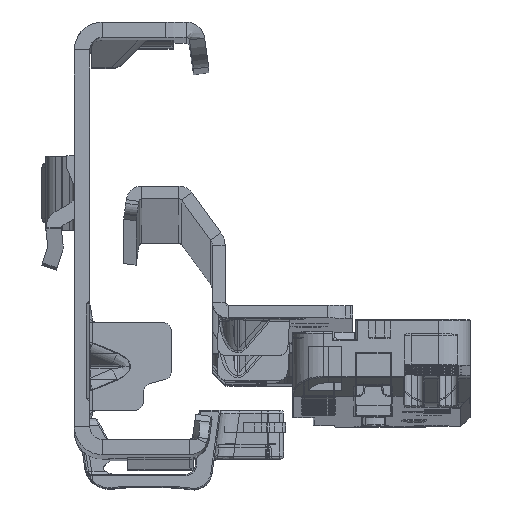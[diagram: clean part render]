
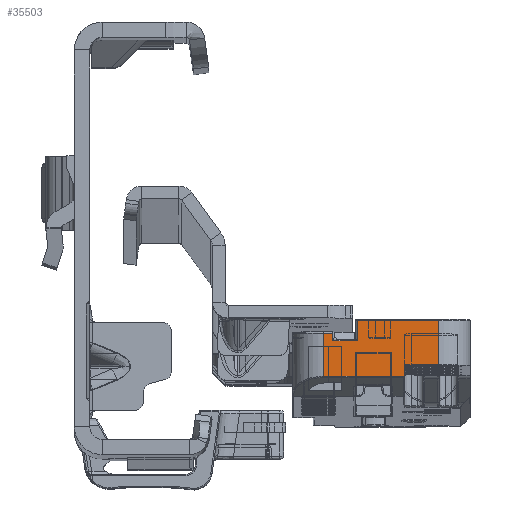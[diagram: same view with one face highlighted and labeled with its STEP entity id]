
A CAD part, top view. The second image highlights one B-rep face of the part: STEP entity #35503.
In plain terms, the highlighted face is planar.
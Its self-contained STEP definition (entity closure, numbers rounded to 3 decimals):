
#45 = PLANE ( 'NONE',  #53425 ) ;
#1226 = EDGE_CURVE ( 'NONE', #94480, #112772, #85419, .T. ) ;
#1527 = VECTOR ( 'NONE', #70735, 1000. ) ;
#2030 = EDGE_CURVE ( 'NONE', #106825, #19018, #53087, .T. ) ;
#3195 = ORIENTED_EDGE ( 'NONE', *, *, #8675, .T. ) ;
#3388 = LINE ( 'NONE', #72321, #78213 ) ;
#4257 = CARTESIAN_POINT ( 'NONE',  ( -8.3, -6.785, -284.5 ) ) ;
#5794 = CARTESIAN_POINT ( 'NONE',  ( -8.273, -6.785, -284.5 ) ) ;
#5818 = CARTESIAN_POINT ( 'NONE',  ( -0.7, 2.1, -284.5 ) ) ;
#6303 = DIRECTION ( 'NONE',  ( 0., -1., 0. ) ) ;
#6603 = ORIENTED_EDGE ( 'NONE', *, *, #126963, .T. ) ;
#8115 = ORIENTED_EDGE ( 'NONE', *, *, #1226, .T. ) ;
#8675 = EDGE_CURVE ( 'NONE', #27152, #23830, #114105, .T. ) ;
#11975 = VERTEX_POINT ( 'NONE', #77791 ) ;
#12842 = CARTESIAN_POINT ( 'NONE',  ( -0.75, -1.15, -284.5 ) ) ;
#13450 = CARTESIAN_POINT ( 'NONE',  ( 3.15, -1.15, -284.5 ) ) ;
#15560 = DIRECTION ( 'NONE',  ( 0., -1., 0. ) ) ;
#17327 = DIRECTION ( 'NONE',  ( 0., 1., 0. ) ) ;
#17852 = CARTESIAN_POINT ( 'NONE',  ( -8.273, -6.785, -284.5 ) ) ;
#18948 = VECTOR ( 'NONE', #6303, 1000. ) ;
#19018 = VERTEX_POINT ( 'NONE', #17852 ) ;
#23355 = CARTESIAN_POINT ( 'NONE',  ( -8.3, -6.669, -284.5 ) ) ;
#23830 = VERTEX_POINT ( 'NONE', #41118 ) ;
#24619 = VERTEX_POINT ( 'NONE', #12842 ) ;
#25916 = CARTESIAN_POINT ( 'NONE',  ( -8.3, 0., -284.5 ) ) ;
#27152 = VERTEX_POINT ( 'NONE', #101737 ) ;
#27933 = DIRECTION ( 'NONE',  ( 0., 1., 0. ) ) ;
#28331 = ORIENTED_EDGE ( 'NONE', *, *, #62122, .T. ) ;
#33640 = EDGE_LOOP ( 'NONE', ( #70855, #28331, #81633, #85870, #125164, #68592, #40217, #8115, #127382, #3195, #51447, #6603 ) ) ;
#34283 = EDGE_CURVE ( 'NONE', #24619, #74025, #57939, .T. ) ;
#34433 = DIRECTION ( 'NONE',  ( 1., 0., 0. ) ) ;
#35503 = ADVANCED_FACE ( 'NONE', ( #48834 ), #45, .F. ) ;
#39766 = VECTOR ( 'NONE', #15560, 1000. ) ;
#40217 = ORIENTED_EDGE ( 'NONE', *, *, #110936, .F. ) ;
#41118 = CARTESIAN_POINT ( 'NONE',  ( -13.7, 2.1, -284.5 ) ) ;
#44620 = VECTOR ( 'NONE', #17327, 1000. ) ;
#44649 = CARTESIAN_POINT ( 'NONE',  ( -13.7, 2., -284.5 ) ) ;
#45448 = CARTESIAN_POINT ( 'NONE',  ( -8.291, -6.749, -284.5 ) ) ;
#46308 = CARTESIAN_POINT ( 'NONE',  ( -8.5, -5., -284.5 ) ) ;
#47714 = VECTOR ( 'NONE', #50744, 1000. ) ;
#48834 = FACE_OUTER_BOUND ( 'NONE', #33640, .T. ) ;
#50430 = CARTESIAN_POINT ( 'NONE',  ( -8.3, -5.2, -284.5 ) ) ;
#50744 = DIRECTION ( 'NONE',  ( 1., 0., 0. ) ) ;
#51447 = ORIENTED_EDGE ( 'NONE', *, *, #108511, .T. ) ;
#53087 = LINE ( 'NONE', #4257, #58886 ) ;
#53425 = AXIS2_PLACEMENT_3D ( 'NONE', #88454, #68364, #128012 ) ;
#55965 = LINE ( 'NONE', #95579, #72794 ) ;
#57939 = LINE ( 'NONE', #58586, #47714 ) ;
#58586 = CARTESIAN_POINT ( 'NONE',  ( 19.8, -1.15, -284.5 ) ) ;
#58886 = VECTOR ( 'NONE', #93314, 1000. ) ;
#60092 = CARTESIAN_POINT ( 'NONE',  ( 4.6, 0.1, -284.5 ) ) ;
#61633 = LINE ( 'NONE', #110309, #1527 ) ;
#61812 = LINE ( 'NONE', #25916, #39766 ) ;
#62122 = EDGE_CURVE ( 'NONE', #74025, #108439, #122137, .T. ) ;
#64369 = LINE ( 'NONE', #5818, #117520 ) ;
#64663 = AXIS2_PLACEMENT_3D ( 'NONE', #122151, #92983, #34433 ) ;
#65018 = DIRECTION ( 'NONE',  ( 1., 0., 0. ) ) ;
#65110 = EDGE_CURVE ( 'NONE', #106825, #127586, #55965, .T. ) ;
#68364 = DIRECTION ( 'NONE',  ( 0., 0., 1. ) ) ;
#68592 = ORIENTED_EDGE ( 'NONE', *, *, #97688, .T. ) ;
#70735 = DIRECTION ( 'NONE',  ( 1., 0., 0. ) ) ;
#70855 = ORIENTED_EDGE ( 'NONE', *, *, #34283, .T. ) ;
#72321 = CARTESIAN_POINT ( 'NONE',  ( -8.3, -5., -284.5 ) ) ;
#72794 = VECTOR ( 'NONE', #27933, 1000. ) ;
#73594 = DIRECTION ( 'NONE',  ( 1., 0., 0. ) ) ;
#73945 = LINE ( 'NONE', #84312, #18948 ) ;
#74025 = VERTEX_POINT ( 'NONE', #13450 ) ;
#77791 = CARTESIAN_POINT ( 'NONE',  ( -8.3, -6.669, -284.5 ) ) ;
#78213 = VECTOR ( 'NONE', #73594, 1000. ) ;
#80149 = CARTESIAN_POINT ( 'NONE',  ( 4.6, -6.785, -284.5 ) ) ;
#80654 = CARTESIAN_POINT ( 'NONE',  ( 3.15, 0.1, -284.5 ) ) ;
#81633 = ORIENTED_EDGE ( 'NONE', *, *, #94138, .T. ) ;
#83859 = CARTESIAN_POINT ( 'NONE',  ( 3.15, 0.1, -284.5 ) ) ;
#84312 = CARTESIAN_POINT ( 'NONE',  ( -0.75, -0.9, -284.5 ) ) ;
#85103 = CARTESIAN_POINT ( 'NONE',  ( -8.3, -6.71, -284.5 ) ) ;
#85419 = CIRCLE ( 'NONE', #64663, 0.2 ) ;
#85870 = ORIENTED_EDGE ( 'NONE', *, *, #65110, .F. ) ;
#88454 = CARTESIAN_POINT ( 'NONE',  ( 19.8, 2.6, -284.5 ) ) ;
#92983 = DIRECTION ( 'NONE',  ( 0., 0., 1. ) ) ;
#93314 = DIRECTION ( 'NONE',  ( -1., 0., 0. ) ) ;
#93614 = DIRECTION ( 'NONE',  ( 0., 1., 0. ) ) ;
#94138 = EDGE_CURVE ( 'NONE', #108439, #127586, #61633, .T. ) ;
#94480 = VERTEX_POINT ( 'NONE', #50430 ) ;
#95579 = CARTESIAN_POINT ( 'NONE',  ( 4.6, -242.444, -284.5 ) ) ;
#97179 = VECTOR ( 'NONE', #93614, 1000. ) ;
#97688 = EDGE_CURVE ( 'NONE', #19018, #11975, #103987, .T. ) ;
#101737 = CARTESIAN_POINT ( 'NONE',  ( -13.7, -5., -284.5 ) ) ;
#103812 = VERTEX_POINT ( 'NONE', #109562 ) ;
#103987 =( BOUNDED_CURVE ( )  B_SPLINE_CURVE ( 3, ( #5794, #45448, #85103, #23355 ),
 .UNSPECIFIED., .F., .T. ) 
 B_SPLINE_CURVE_WITH_KNOTS ( ( 4, 4 ),
 ( 1.047, 1.571 ),
 .UNSPECIFIED. ) 
 CURVE ( )  GEOMETRIC_REPRESENTATION_ITEM ( )  RATIONAL_B_SPLINE_CURVE ( ( 1., 0.977, 0.977, 1. ) ) 
 REPRESENTATION_ITEM ( '' )  );
#106825 = VERTEX_POINT ( 'NONE', #80149 ) ;
#106924 = EDGE_CURVE ( 'NONE', #27152, #112772, #3388, .T. ) ;
#108439 = VERTEX_POINT ( 'NONE', #80654 ) ;
#108511 = EDGE_CURVE ( 'NONE', #23830, #103812, #64369, .T. ) ;
#109562 = CARTESIAN_POINT ( 'NONE',  ( -0.75, 2.1, -284.5 ) ) ;
#110309 = CARTESIAN_POINT ( 'NONE',  ( 4.6, 0.1, -284.5 ) ) ;
#110936 = EDGE_CURVE ( 'NONE', #94480, #11975, #61812, .T. ) ;
#112772 = VERTEX_POINT ( 'NONE', #46308 ) ;
#114105 = LINE ( 'NONE', #44649, #44620 ) ;
#117520 = VECTOR ( 'NONE', #65018, 1000. ) ;
#122137 = LINE ( 'NONE', #83859, #97179 ) ;
#122151 = CARTESIAN_POINT ( 'NONE',  ( -8.5, -5.2, -284.5 ) ) ;
#125164 = ORIENTED_EDGE ( 'NONE', *, *, #2030, .T. ) ;
#126963 = EDGE_CURVE ( 'NONE', #103812, #24619, #73945, .T. ) ;
#127382 = ORIENTED_EDGE ( 'NONE', *, *, #106924, .F. ) ;
#127586 = VERTEX_POINT ( 'NONE', #60092 ) ;
#128012 = DIRECTION ( 'NONE',  ( 1., 0., 0. ) ) ;
